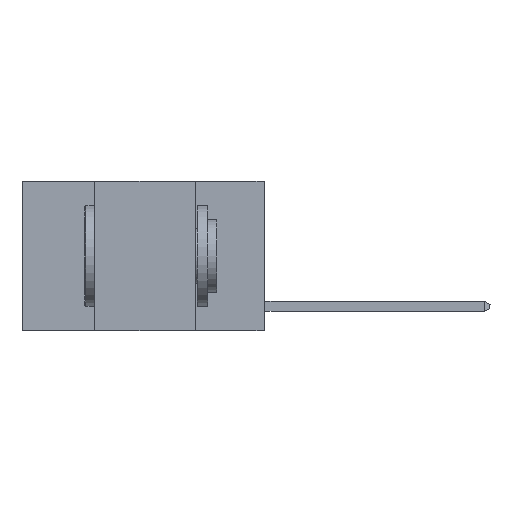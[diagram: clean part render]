
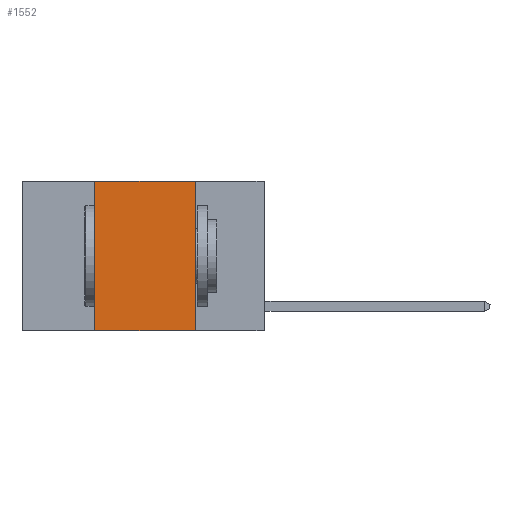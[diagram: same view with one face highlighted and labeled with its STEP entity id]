
A CAD part, left-side view. The second image highlights one B-rep face of the part: STEP entity #1552.
In plain terms, the highlighted planar face has unit normal (-1, 0, 0).
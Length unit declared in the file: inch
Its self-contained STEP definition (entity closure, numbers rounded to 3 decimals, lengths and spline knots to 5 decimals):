
#335 = LINE ( 'NONE', #14451, #8212 ) ;
#436 = CARTESIAN_POINT ( 'NONE',  ( 0., 0.17, 0. ) ) ;
#1052 = VERTEX_POINT ( 'NONE', #9331 ) ;
#1463 = EDGE_CURVE ( 'NONE', #9485, #18107, #15543, .T. ) ;
#1552 = ADVANCED_FACE ( 'NONE', ( #1897 ), #6228, .F. ) ;
#1661 = CARTESIAN_POINT ( 'NONE',  ( 0., 0.42, -0.37 ) ) ;
#1897 = FACE_OUTER_BOUND ( 'NONE', #10047, .T. ) ;
#2107 = EDGE_CURVE ( 'NONE', #1052, #9485, #14395, .T. ) ;
#2795 = VECTOR ( 'NONE', #16404, 39.37008 ) ;
#3983 = ORIENTED_EDGE ( 'NONE', *, *, #12478, .T. ) ;
#5609 = CARTESIAN_POINT ( 'NONE',  ( 0., 0.6, -0.37 ) ) ;
#5709 = LINE ( 'NONE', #5609, #2795 ) ;
#5895 = DIRECTION ( 'NONE',  ( 0., 0., 1. ) ) ;
#6080 = ORIENTED_EDGE ( 'NONE', *, *, #14267, .F. ) ;
#6228 = PLANE ( 'NONE',  #7245 ) ;
#7245 = AXIS2_PLACEMENT_3D ( 'NONE', #12256, #10984, #18303 ) ;
#8212 = VECTOR ( 'NONE', #5895, 39.37008 ) ;
#8616 = VERTEX_POINT ( 'NONE', #1661 ) ;
#9331 = CARTESIAN_POINT ( 'NONE',  ( 0., 0.42, 0. ) ) ;
#9485 = VERTEX_POINT ( 'NONE', #10998 ) ;
#9583 = ORIENTED_EDGE ( 'NONE', *, *, #1463, .F. ) ;
#10047 = EDGE_LOOP ( 'NONE', ( #9583, #18243, #6080, #3983 ) ) ;
#10180 = CARTESIAN_POINT ( 'NONE',  ( 0., 0.17, -0.37 ) ) ;
#10984 = DIRECTION ( 'NONE',  ( 1., 0., 0. ) ) ;
#10998 = CARTESIAN_POINT ( 'NONE',  ( 0., 0.17, 0. ) ) ;
#12256 = CARTESIAN_POINT ( 'NONE',  ( 0., 0.6, 0. ) ) ;
#12478 = EDGE_CURVE ( 'NONE', #8616, #18107, #5709, .T. ) ;
#14267 = EDGE_CURVE ( 'NONE', #8616, #1052, #335, .T. ) ;
#14395 = LINE ( 'NONE', #17643, #17395 ) ;
#14451 = CARTESIAN_POINT ( 'NONE',  ( 0., 0.42, 0. ) ) ;
#15543 = LINE ( 'NONE', #436, #16082 ) ;
#16082 = VECTOR ( 'NONE', #18604, 39.37008 ) ;
#16404 = DIRECTION ( 'NONE',  ( 0., -1., 0. ) ) ;
#17395 = VECTOR ( 'NONE', #19128, 39.37008 ) ;
#17643 = CARTESIAN_POINT ( 'NONE',  ( 0., 0.6, 0. ) ) ;
#18107 = VERTEX_POINT ( 'NONE', #10180 ) ;
#18243 = ORIENTED_EDGE ( 'NONE', *, *, #2107, .F. ) ;
#18303 = DIRECTION ( 'NONE',  ( 0., 0., -1. ) ) ;
#18604 = DIRECTION ( 'NONE',  ( 0., 0., -1. ) ) ;
#19128 = DIRECTION ( 'NONE',  ( 0., -1., 0. ) ) ;
